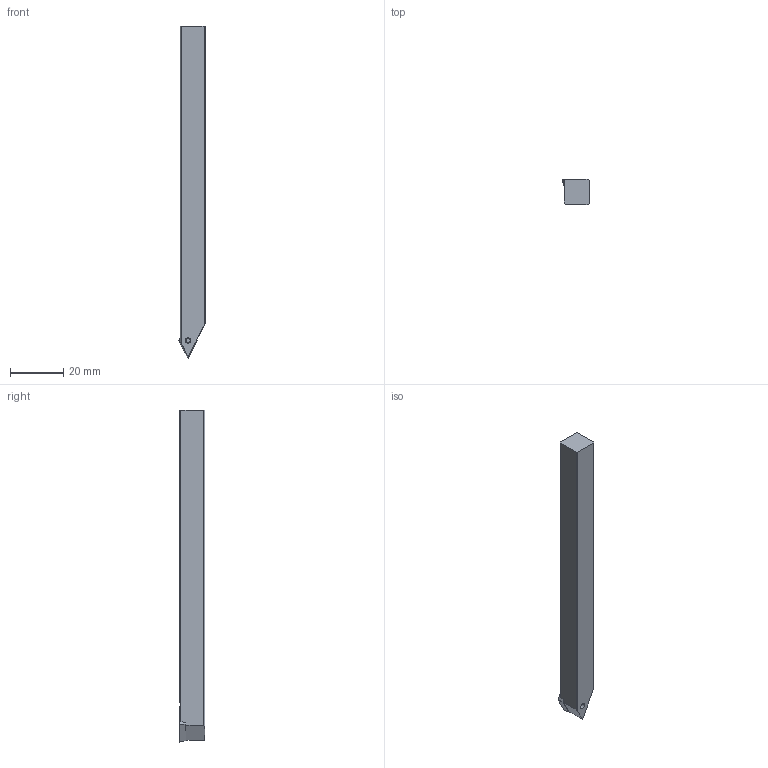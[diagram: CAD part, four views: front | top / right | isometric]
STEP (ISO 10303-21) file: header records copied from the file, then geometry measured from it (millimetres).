
FILE_DESCRIPTION(/* description */ (''),/* implementation_level */ '2;1');
FILE_NAME(/* name */ 'SDNCR-062SM_IR0_008.stp',/* time_stamp */ '2021-12-22T09:38:25+09:00',/* author */ (''),/* organization */ (''),/* preprocessor_version */ 'ST-DEVELOPER v16',/* originating_system */ 'SIEMENS PLM Software NX 10.0',/* authorisation */ '');
FILE_SCHEMA (('AUTOMOTIVE_DESIGN { 1 0 10303 214 3 1 1 1 }'));
Length unit declared in the file: millimetre
Products named in the file (1): SDNCR-062SM_IR0_008_ASM
Bounding box: 10.08 x 9.66 x 125 mm (x, y, z)
Volume: 10720.3 mm3; surface area: 4835.7 mm2
Topology: 2 solids, 2 shells, 71 faces, 201 edges, 144 vertices
Faces by surface type: plane 28, cylinder 25, cone 12, torus 4, bspline 2
Entity records: 3129 total; most frequent: CARTESIAN_POINT 762, DIRECTION 407, ORIENTED_EDGE 370, EDGE_CURVE 185, AXIS2_PLACEMENT_3D 149, VERTEX_POINT 121, LINE 109, VECTOR 109
